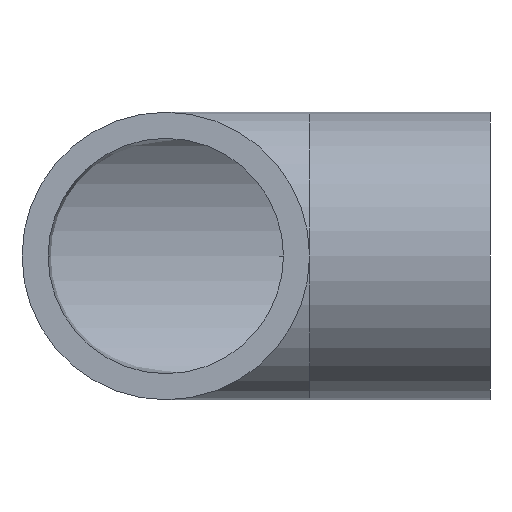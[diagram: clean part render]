
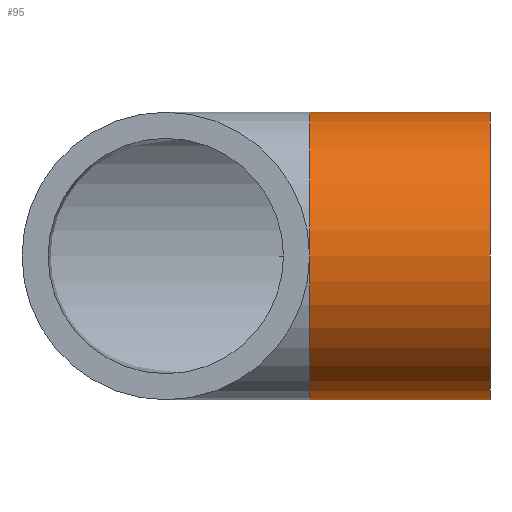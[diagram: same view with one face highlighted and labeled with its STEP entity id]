
A CAD part, front view. The second image highlights one B-rep face of the part: STEP entity #95.
In plain terms, the highlighted cylindrical face has radius 200 mm (diameter 400 mm), a partial arc.
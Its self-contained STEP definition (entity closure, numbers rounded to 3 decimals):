
#3 = LINE ( 'NONE', #162, #83 ) ;
#8 = ORIENTED_EDGE ( 'NONE', *, *, #121, .T. ) ;
#42 = CARTESIAN_POINT ( 'NONE',  ( 451., 451., 0. ) ) ;
#58 = VERTEX_POINT ( 'NONE', #148 ) ;
#64 = DIRECTION ( 'NONE',  ( 1., 0., 0. ) ) ;
#67 = AXIS2_PLACEMENT_3D ( 'NONE', #42, #201, #352 ) ;
#69 = CIRCLE ( 'NONE', #67, 200. ) ;
#73 = DIRECTION ( 'NONE',  ( 1., 0., 0. ) ) ;
#83 = VECTOR ( 'NONE', #317, 1000. ) ;
#87 = AXIS2_PLACEMENT_3D ( 'NONE', #407, #64, #223 ) ;
#95 = ADVANCED_FACE ( 'NONE', ( #191 ), #341, .T. ) ;
#121 = EDGE_CURVE ( 'NONE', #431, #436, #175, .T. ) ;
#129 = VERTEX_POINT ( 'NONE', #194 ) ;
#140 = DIRECTION ( 'NONE',  ( 1., 0., 0. ) ) ;
#148 = CARTESIAN_POINT ( 'NONE',  ( 200., 451., 200. ) ) ;
#151 = DIRECTION ( 'NONE',  ( 1., 0., 0. ) ) ;
#162 = CARTESIAN_POINT ( 'NONE',  ( 200., 451., 200. ) ) ;
#174 = AXIS2_PLACEMENT_3D ( 'NONE', #416, #73, #231 ) ;
#175 = CIRCLE ( 'NONE', #174, 200. ) ;
#186 = AXIS2_PLACEMENT_3D ( 'NONE', #483, #151, #308 ) ;
#191 = FACE_OUTER_BOUND ( 'NONE', #285, .T. ) ;
#194 = CARTESIAN_POINT ( 'NONE',  ( 451., 451., -200. ) ) ;
#201 = DIRECTION ( 'NONE',  ( 1., 0., 0. ) ) ;
#223 = DIRECTION ( 'NONE',  ( 0., 0., 1. ) ) ;
#231 = DIRECTION ( 'NONE',  ( 0., 0., 1. ) ) ;
#241 = EDGE_CURVE ( 'NONE', #58, #404, #3, .T. ) ;
#255 = ORIENTED_EDGE ( 'NONE', *, *, #264, .F. ) ;
#264 = EDGE_CURVE ( 'NONE', #404, #129, #69, .T. ) ;
#285 = EDGE_LOOP ( 'NONE', ( #399, #331, #8, #466, #255 ) ) ;
#299 = CARTESIAN_POINT ( 'NONE',  ( 200., 251., 0. ) ) ;
#308 = DIRECTION ( 'NONE',  ( 0., 0., -1. ) ) ;
#311 = CIRCLE ( 'NONE', #87, 200. ) ;
#317 = DIRECTION ( 'NONE',  ( 1., 0., 0. ) ) ;
#329 = VECTOR ( 'NONE', #140, 1000. ) ;
#330 = LINE ( 'NONE', #470, #329 ) ;
#331 = ORIENTED_EDGE ( 'NONE', *, *, #432, .T. ) ;
#341 = CYLINDRICAL_SURFACE ( 'NONE', #186, 200. ) ;
#352 = DIRECTION ( 'NONE',  ( 0., 0., 1. ) ) ;
#368 = CARTESIAN_POINT ( 'NONE',  ( 451., 451., 200. ) ) ;
#371 = CARTESIAN_POINT ( 'NONE',  ( 200., 451., -200. ) ) ;
#377 = EDGE_CURVE ( 'NONE', #436, #129, #330, .T. ) ;
#399 = ORIENTED_EDGE ( 'NONE', *, *, #241, .F. ) ;
#404 = VERTEX_POINT ( 'NONE', #368 ) ;
#407 = CARTESIAN_POINT ( 'NONE',  ( 200., 451., 0. ) ) ;
#416 = CARTESIAN_POINT ( 'NONE',  ( 200., 451., 0. ) ) ;
#431 = VERTEX_POINT ( 'NONE', #299 ) ;
#432 = EDGE_CURVE ( 'NONE', #58, #431, #311, .T. ) ;
#436 = VERTEX_POINT ( 'NONE', #371 ) ;
#466 = ORIENTED_EDGE ( 'NONE', *, *, #377, .T. ) ;
#470 = CARTESIAN_POINT ( 'NONE',  ( 200., 451., -200. ) ) ;
#483 = CARTESIAN_POINT ( 'NONE',  ( 200., 451., 0. ) ) ;
